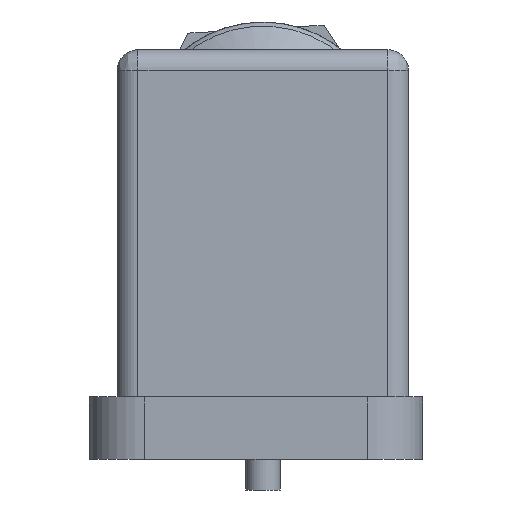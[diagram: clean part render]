
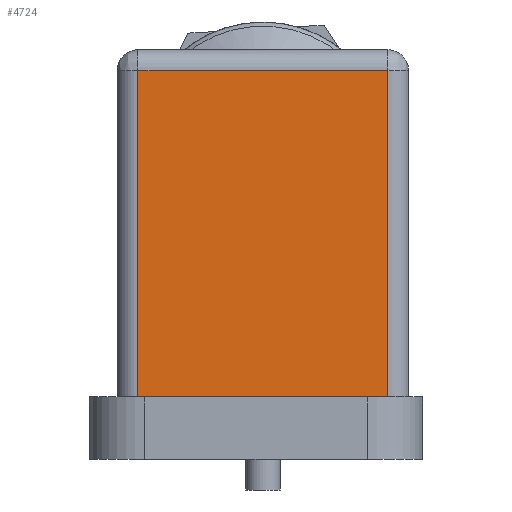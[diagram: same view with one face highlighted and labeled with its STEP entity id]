
A CAD part, front view. The second image highlights one B-rep face of the part: STEP entity #4724.
In plain terms, the highlighted planar face has unit normal (0, -1, 0).
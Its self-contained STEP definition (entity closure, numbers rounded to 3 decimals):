
#134 = DIRECTION ( 'NONE',  ( 0., 0., -1. ) ) ;
#163 = DIRECTION ( 'NONE',  ( 0., 0., -1. ) ) ;
#201 = DIRECTION ( 'NONE',  ( -1., 0., 0. ) ) ;
#400 = VERTEX_POINT ( 'NONE', #1807 ) ;
#401 = ORIENTED_EDGE ( 'NONE', *, *, #5150, .F. ) ;
#433 = AXIS2_PLACEMENT_3D ( 'NONE', #2227, #4901, #134 ) ;
#456 = VERTEX_POINT ( 'NONE', #4013 ) ;
#558 = VECTOR ( 'NONE', #163, 1000. ) ;
#984 = LINE ( 'NONE', #2736, #3964 ) ;
#1529 = CARTESIAN_POINT ( 'NONE',  ( -1.621, -14.471, 9.75 ) ) ;
#1554 = FACE_OUTER_BOUND ( 'NONE', #3804, .T. ) ;
#1605 = DIRECTION ( 'NONE',  ( 1., 0., 0. ) ) ;
#1775 = EDGE_CURVE ( 'NONE', #2738, #400, #984, .T. ) ;
#1807 = CARTESIAN_POINT ( 'NONE',  ( 7.379, -14.471, 36.25 ) ) ;
#1811 = LINE ( 'NONE', #1529, #5224 ) ;
#2227 = CARTESIAN_POINT ( 'NONE',  ( 8.879, -14.471, 37.75 ) ) ;
#2270 = ORIENTED_EDGE ( 'NONE', *, *, #3392, .F. ) ;
#2701 = VECTOR ( 'NONE', #4056, 1000. ) ;
#2736 = CARTESIAN_POINT ( 'NONE',  ( 8.879, -14.471, 36.25 ) ) ;
#2738 = VERTEX_POINT ( 'NONE', #4254 ) ;
#2740 = CARTESIAN_POINT ( 'NONE',  ( 7.379, -14.471, 37.75 ) ) ;
#3203 = LINE ( 'NONE', #3637, #2701 ) ;
#3392 = EDGE_CURVE ( 'NONE', #456, #2738, #3203, .T. ) ;
#3445 = ORIENTED_EDGE ( 'NONE', *, *, #3459, .F. ) ;
#3459 = EDGE_CURVE ( 'NONE', #400, #3939, #5407, .T. ) ;
#3581 = ORIENTED_EDGE ( 'NONE', *, *, #1775, .F. ) ;
#3637 = CARTESIAN_POINT ( 'NONE',  ( -10.621, -14.471, 37.75 ) ) ;
#3804 = EDGE_LOOP ( 'NONE', ( #3445, #3581, #2270, #401 ) ) ;
#3939 = VERTEX_POINT ( 'NONE', #4182 ) ;
#3964 = VECTOR ( 'NONE', #1605, 1000. ) ;
#4013 = CARTESIAN_POINT ( 'NONE',  ( -10.621, -14.471, 9.75 ) ) ;
#4056 = DIRECTION ( 'NONE',  ( 0., 0., 1. ) ) ;
#4182 = CARTESIAN_POINT ( 'NONE',  ( 7.379, -14.471, 9.75 ) ) ;
#4254 = CARTESIAN_POINT ( 'NONE',  ( -10.621, -14.471, 36.25 ) ) ;
#4724 = ADVANCED_FACE ( 'NONE', ( #1554 ), #4823, .F. ) ;
#4823 = PLANE ( 'NONE',  #433 ) ;
#4901 = DIRECTION ( 'NONE',  ( 0., 1., 0. ) ) ;
#5150 = EDGE_CURVE ( 'NONE', #3939, #456, #1811, .T. ) ;
#5224 = VECTOR ( 'NONE', #201, 1000. ) ;
#5407 = LINE ( 'NONE', #2740, #558 ) ;
